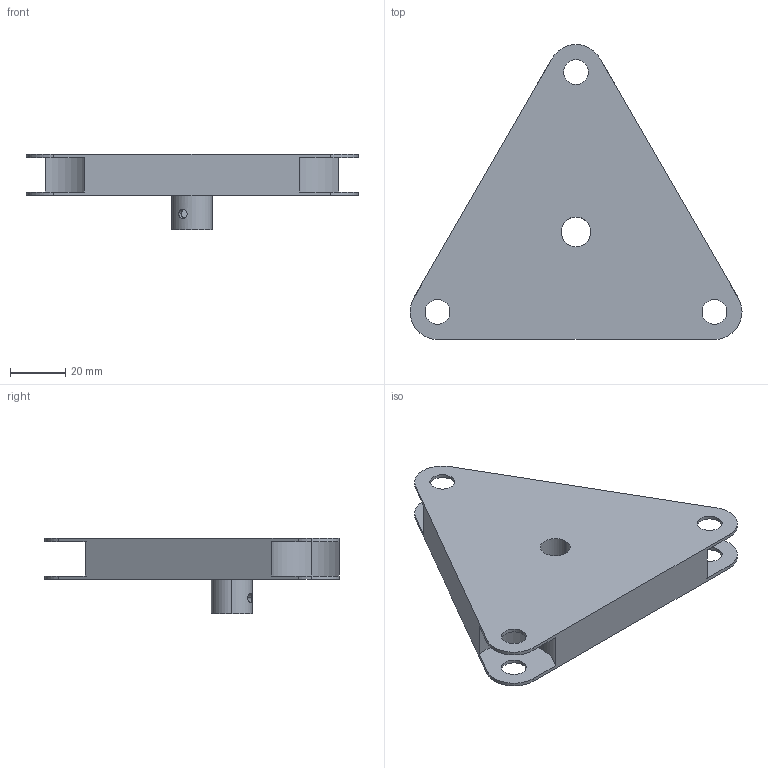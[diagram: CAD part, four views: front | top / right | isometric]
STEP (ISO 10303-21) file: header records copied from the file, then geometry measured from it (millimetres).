
FILE_DESCRIPTION (( 'STEP AP214' ), '1' );
FILE_NAME ('triangle.STEP', '2025-05-14T13:06:37', ( '' ), ( '' ), 'SwSTEP 2.0', 'SolidWorks 2024', '' );
FILE_SCHEMA (( 'AUTOMOTIVE_DESIGN' ));
Length unit declared in the file: millimetre
Products named in the file (1): triangle
Bounding box: 120.36 x 106.91 x 27.5 mm (x, y, z)
Volume: 95765.1 mm3; surface area: 24399.4 mm2
Topology: 1 solids, 1 shells, 44 faces, 123 edges, 82 vertices
Faces by surface type: cylinder 32, plane 12
Entity records: 1702 total; most frequent: CARTESIAN_POINT 466, DIRECTION 261, ORIENTED_EDGE 246, EDGE_CURVE 123, AXIS2_PLACEMENT_3D 101, VERTEX_POINT 82, EDGE_LOOP 63, VECTOR 59
